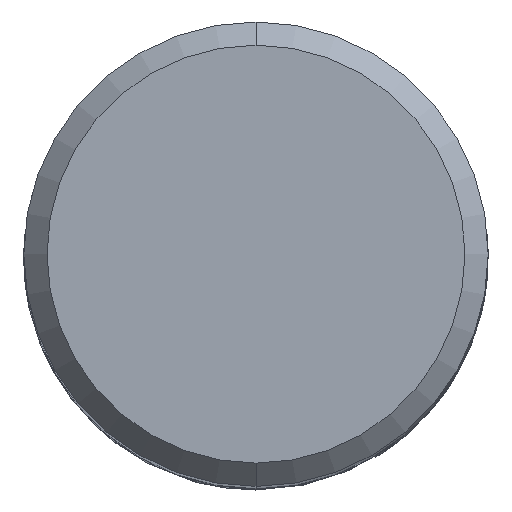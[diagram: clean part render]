
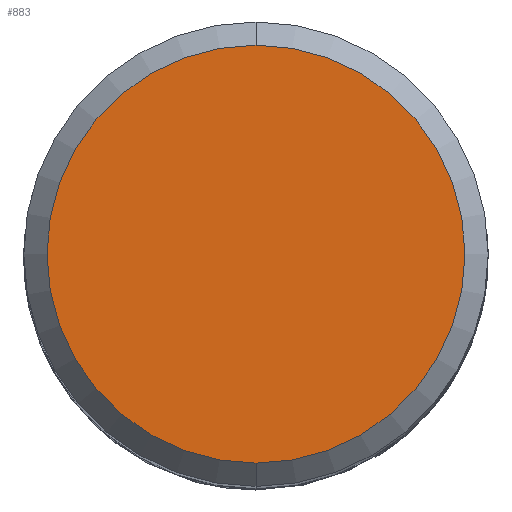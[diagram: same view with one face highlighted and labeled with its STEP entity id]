
A CAD part, top view. The second image highlights one B-rep face of the part: STEP entity #883.
In plain terms, the highlighted planar face has unit normal (0, 0, 1).
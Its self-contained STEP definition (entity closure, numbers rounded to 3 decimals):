
#487=VERTEX_POINT('',#1414);
#527=VERTEX_POINT('',#1457);
#567=EDGE_CURVE('',#487,#527,#1502,.T.);
#643=EDGE_CURVE('',#527,#487,#1588,.T.);
#883=ADVANCED_FACE('',(#1847),#1848,.T.);
#1414=CARTESIAN_POINT('',(0.,-9.0,0.0));
#1457=CARTESIAN_POINT('',(0.0,9.0,0.0));
#1502=CIRCLE('',#2989,9.0);
#1588=CIRCLE('',#4754,9.0);
#1847=FACE_OUTER_BOUND('',#7153,.T.);
#1848=PLANE('',#7154);
#2989=AXIS2_PLACEMENT_3D('',#15350,#15351,#15352);
#4754=AXIS2_PLACEMENT_3D('',#15458,#15459,#15460);
#7153=EDGE_LOOP('',(#15691,#15692));
#7154=AXIS2_PLACEMENT_3D('',#15693,#15694,#15695);
#15350=CARTESIAN_POINT('',(0.0,0.0,0.0));
#15351=DIRECTION('',(0.0,0.0,-1.0));
#15352=DIRECTION('',(0.0,1.0,0.0));
#15458=CARTESIAN_POINT('',(0.0,0.0,0.0));
#15459=DIRECTION('',(0.0,0.0,-1.0));
#15460=DIRECTION('',(0.0,1.0,0.0));
#15691=ORIENTED_EDGE('',*,*,#643,.F.);
#15692=ORIENTED_EDGE('',*,*,#567,.F.);
#15693=CARTESIAN_POINT('',(0.0,4.5,0.0));
#15694=DIRECTION('',(-0.0,0.0,1.0));
#15695=DIRECTION('',(0.0,-1.0,0.0));
